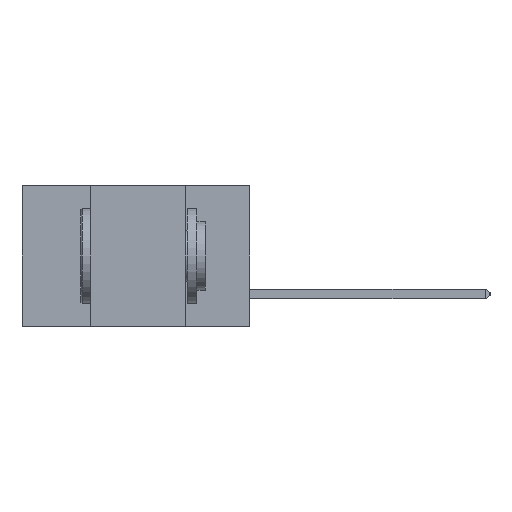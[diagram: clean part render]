
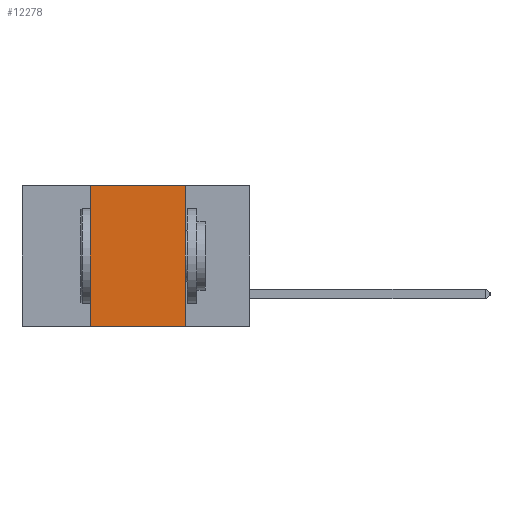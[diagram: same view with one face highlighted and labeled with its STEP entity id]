
A CAD part, left-side view. The second image highlights one B-rep face of the part: STEP entity #12278.
In plain terms, the highlighted planar face has unit normal (-1, 0, 0).
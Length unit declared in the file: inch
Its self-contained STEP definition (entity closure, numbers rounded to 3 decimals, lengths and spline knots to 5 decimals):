
#109 = LINE ( 'NONE', #6803, #19136 ) ;
#111 = FACE_OUTER_BOUND ( 'NONE', #11399, .T. ) ;
#365 = VECTOR ( 'NONE', #4362, 39.37008 ) ;
#1187 = CARTESIAN_POINT ( 'NONE',  ( 0., 0.42, 0. ) ) ;
#2062 = CARTESIAN_POINT ( 'NONE',  ( 0., 0.17, -0.37 ) ) ;
#2985 = DIRECTION ( 'NONE',  ( 0., -1., 0. ) ) ;
#2993 = ORIENTED_EDGE ( 'NONE', *, *, #16060, .F. ) ;
#3078 = ORIENTED_EDGE ( 'NONE', *, *, #6110, .F. ) ;
#3542 = VERTEX_POINT ( 'NONE', #2062 ) ;
#3960 = ORIENTED_EDGE ( 'NONE', *, *, #13334, .T. ) ;
#4362 = DIRECTION ( 'NONE',  ( 0., -1., 0. ) ) ;
#5165 = VERTEX_POINT ( 'NONE', #10664 ) ;
#6110 = EDGE_CURVE ( 'NONE', #18225, #5165, #11938, .T. ) ;
#6803 = CARTESIAN_POINT ( 'NONE',  ( 0., 0.6, 0. ) ) ;
#8592 = PLANE ( 'NONE',  #22452 ) ;
#9409 = DIRECTION ( 'NONE',  ( 0., 0., -1. ) ) ;
#10469 = DIRECTION ( 'NONE',  ( 0., 0., -1. ) ) ;
#10664 = CARTESIAN_POINT ( 'NONE',  ( 0., 0.42, 0. ) ) ;
#10735 = LINE ( 'NONE', #19983, #20290 ) ;
#11351 = VECTOR ( 'NONE', #12428, 39.37008 ) ;
#11399 = EDGE_LOOP ( 'NONE', ( #23241, #2993, #3078, #3960 ) ) ;
#11812 = EDGE_CURVE ( 'NONE', #21964, #3542, #10735, .T. ) ;
#11938 = LINE ( 'NONE', #1187, #11351 ) ;
#12278 = ADVANCED_FACE ( 'NONE', ( #111 ), #8592, .F. ) ;
#12428 = DIRECTION ( 'NONE',  ( 0., 0., 1. ) ) ;
#12522 = CARTESIAN_POINT ( 'NONE',  ( 0., 0.42, -0.37 ) ) ;
#13334 = EDGE_CURVE ( 'NONE', #18225, #3542, #19924, .T. ) ;
#15408 = CARTESIAN_POINT ( 'NONE',  ( 0., 0.6, -0.37 ) ) ;
#15751 = CARTESIAN_POINT ( 'NONE',  ( 0., 0.6, 0. ) ) ;
#16060 = EDGE_CURVE ( 'NONE', #5165, #21964, #109, .T. ) ;
#18225 = VERTEX_POINT ( 'NONE', #12522 ) ;
#19136 = VECTOR ( 'NONE', #2985, 39.37008 ) ;
#19924 = LINE ( 'NONE', #15408, #365 ) ;
#19983 = CARTESIAN_POINT ( 'NONE',  ( 0., 0.17, 0. ) ) ;
#20290 = VECTOR ( 'NONE', #9409, 39.37008 ) ;
#21193 = DIRECTION ( 'NONE',  ( 1., 0., 0. ) ) ;
#21964 = VERTEX_POINT ( 'NONE', #23612 ) ;
#22452 = AXIS2_PLACEMENT_3D ( 'NONE', #15751, #21193, #10469 ) ;
#23241 = ORIENTED_EDGE ( 'NONE', *, *, #11812, .F. ) ;
#23612 = CARTESIAN_POINT ( 'NONE',  ( 0., 0.17, 0. ) ) ;
